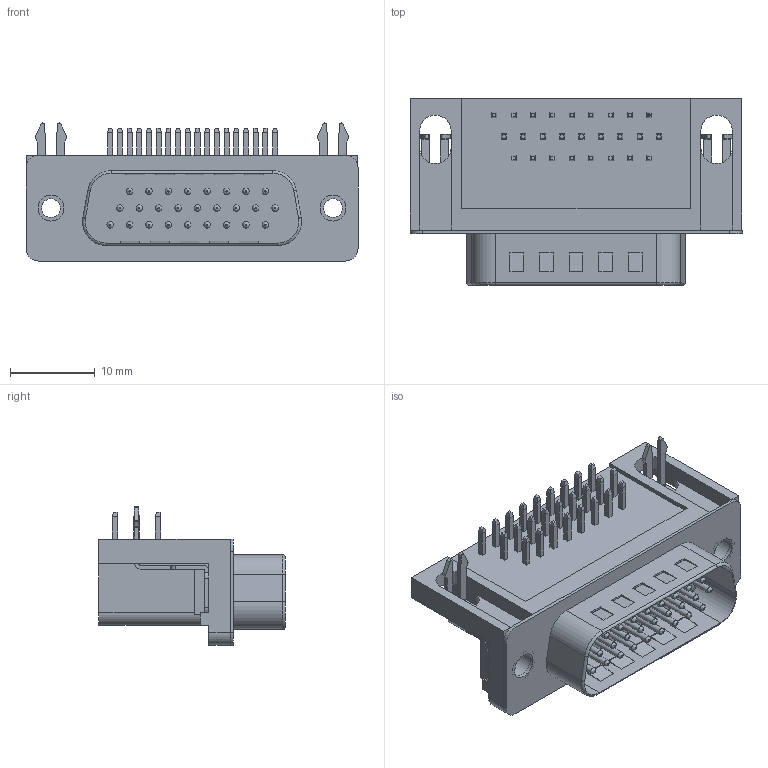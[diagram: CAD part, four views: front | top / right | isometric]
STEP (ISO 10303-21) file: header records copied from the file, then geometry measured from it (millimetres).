
FILE_DESCRIPTION(/* description */ ('Connector 26 Position D-Sub, High Density Plug, Male Pins'),/* implementation_level */ '2;1');
FILE_NAME(/* name */ 'Amphenol_10090926-P264XLF.stp',/* time_stamp */ '2025-06-30T16:00:24-04:00',/* author */ ('bkosciuk'),/* organization */ ('Amphenol'),/* preprocessor_version */ 'ST-DEVELOPER v20',/* originating_system */ 'Autodesk Inventor 2025',/* authorisation */ '');
FILE_SCHEMA (('AUTOMOTIVE_DESIGN { 1 0 10303 214 3 1 1 }'));
Length unit declared in the file: inch
Products named in the file (1): Amphenol_10090926-P264XLF
Bounding box: 39.2 x 22 x 16.31 mm (x, y, z)
Volume: 5248.4 mm3; surface area: 5168.6 mm2
Topology: 6 solids, 6 shells, 606 faces, 1427 edges, 906 vertices
Faces by surface type: plane 455, cylinder 115, bspline 26, torus 8, cone 2
Full cylindrical faces by diameter (mm): 0.159 x1, 0.76 x26, 2.2 x2, 3.05 x2, 3.2 x2, 3.8 x2, 4 x2, 4.05 x2
Entity records: 18170 total; most frequent: CARTESIAN_POINT 3616, DIRECTION 2903, ORIENTED_EDGE 2854, EDGE_CURVE 1427, LINE 1113, VECTOR 1113, VERTEX_POINT 906, AXIS2_PLACEMENT_3D 895
